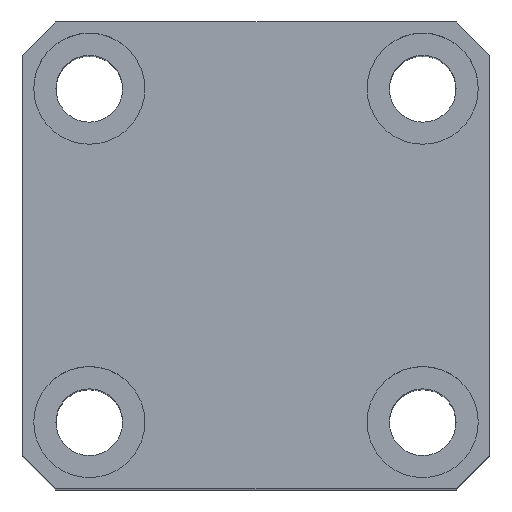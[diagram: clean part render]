
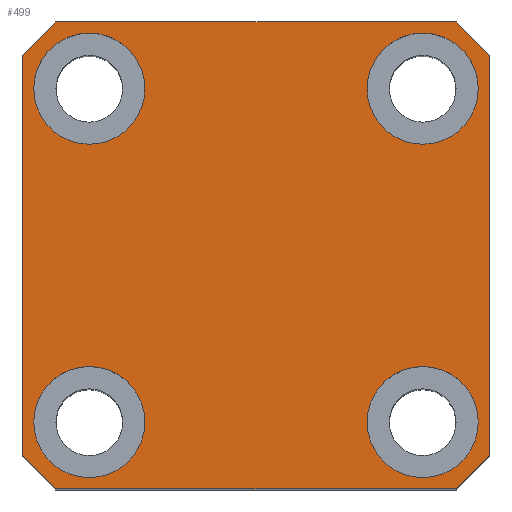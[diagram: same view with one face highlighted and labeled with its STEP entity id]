
A CAD part, top view. The second image highlights one B-rep face of the part: STEP entity #499.
In plain terms, the highlighted planar face has unit normal (0, 0, 1).
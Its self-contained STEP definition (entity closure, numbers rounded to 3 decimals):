
#463=PLANE('',#1306);
#499=ADVANCED_FACE('',(#662,#663,#664,#665,#666),#463,.F.);
#598=LINE('',#1749,#630);
#599=LINE('',#1752,#631);
#600=LINE('',#1754,#632);
#601=LINE('',#1756,#633);
#602=LINE('',#1758,#634);
#603=LINE('',#1760,#635);
#604=LINE('',#1762,#636);
#605=LINE('',#1764,#637);
#630=VECTOR('',#1466,1.);
#631=VECTOR('',#1467,1.);
#632=VECTOR('',#1468,1.);
#633=VECTOR('',#1469,1.);
#634=VECTOR('',#1470,1.);
#635=VECTOR('',#1471,1.);
#636=VECTOR('',#1472,1.);
#637=VECTOR('',#1473,1.);
#662=FACE_BOUND('',#771,.T.);
#663=FACE_BOUND('',#772,.T.);
#664=FACE_BOUND('',#773,.T.);
#665=FACE_BOUND('',#774,.T.);
#666=FACE_BOUND('',#775,.T.);
#771=EDGE_LOOP('',(#910));
#772=EDGE_LOOP('',(#911));
#773=EDGE_LOOP('',(#912));
#774=EDGE_LOOP('',(#913));
#775=EDGE_LOOP('',(#914,#915,#916,#917,#918,#919,#920,#921));
#910=ORIENTED_EDGE('',*,*,#1165,.T.);
#911=ORIENTED_EDGE('',*,*,#1166,.F.);
#912=ORIENTED_EDGE('',*,*,#1167,.F.);
#913=ORIENTED_EDGE('',*,*,#1168,.T.);
#914=ORIENTED_EDGE('',*,*,#1169,.F.);
#915=ORIENTED_EDGE('',*,*,#1170,.T.);
#916=ORIENTED_EDGE('',*,*,#1171,.F.);
#917=ORIENTED_EDGE('',*,*,#1172,.T.);
#918=ORIENTED_EDGE('',*,*,#1173,.F.);
#919=ORIENTED_EDGE('',*,*,#1174,.T.);
#920=ORIENTED_EDGE('',*,*,#1175,.F.);
#921=ORIENTED_EDGE('',*,*,#1176,.T.);
#1084=VERTEX_POINT('',#1742);
#1085=VERTEX_POINT('',#1744);
#1086=VERTEX_POINT('',#1746);
#1087=VERTEX_POINT('',#1748);
#1088=VERTEX_POINT('',#1750);
#1089=VERTEX_POINT('',#1751);
#1090=VERTEX_POINT('',#1753);
#1091=VERTEX_POINT('',#1755);
#1092=VERTEX_POINT('',#1757);
#1093=VERTEX_POINT('',#1759);
#1094=VERTEX_POINT('',#1761);
#1095=VERTEX_POINT('',#1763);
#1165=EDGE_CURVE('',#1084,#1084,#1240,.T.);
#1166=EDGE_CURVE('',#1085,#1085,#1241,.T.);
#1167=EDGE_CURVE('',#1086,#1086,#1242,.T.);
#1168=EDGE_CURVE('',#1087,#1087,#1243,.T.);
#1169=EDGE_CURVE('',#1088,#1089,#598,.T.);
#1170=EDGE_CURVE('',#1088,#1090,#599,.T.);
#1171=EDGE_CURVE('',#1091,#1090,#600,.T.);
#1172=EDGE_CURVE('',#1091,#1092,#601,.T.);
#1173=EDGE_CURVE('',#1093,#1092,#602,.T.);
#1174=EDGE_CURVE('',#1093,#1094,#603,.T.);
#1175=EDGE_CURVE('',#1095,#1094,#604,.T.);
#1176=EDGE_CURVE('',#1095,#1089,#605,.T.);
#1240=CIRCLE('',#1302,5.);
#1241=CIRCLE('',#1303,5.);
#1242=CIRCLE('',#1304,5.);
#1243=CIRCLE('',#1305,5.);
#1302=AXIS2_PLACEMENT_3D('',#1741,#1458,#1459);
#1303=AXIS2_PLACEMENT_3D('',#1743,#1460,#1461);
#1304=AXIS2_PLACEMENT_3D('',#1745,#1462,#1463);
#1305=AXIS2_PLACEMENT_3D('',#1747,#1464,#1465);
#1306=AXIS2_PLACEMENT_3D('',#1765,#1474,#1475);
#1458=DIRECTION('',(0.,0.,-1.));
#1459=DIRECTION('',(1.,0.,0.));
#1460=DIRECTION('',(0.,0.,1.));
#1461=DIRECTION('',(-1.,0.,0.));
#1462=DIRECTION('',(0.,0.,1.));
#1463=DIRECTION('',(1.,0.,0.));
#1464=DIRECTION('',(0.,0.,-1.));
#1465=DIRECTION('',(-1.,0.,0.));
#1466=DIRECTION('',(0.,-1.,0.));
#1467=DIRECTION('',(-0.707,0.707,0.));
#1468=DIRECTION('',(1.,0.,0.));
#1469=DIRECTION('',(-0.707,-0.707,0.));
#1470=DIRECTION('',(0.,1.,0.));
#1471=DIRECTION('',(0.707,-0.707,0.));
#1472=DIRECTION('',(-1.,0.,0.));
#1473=DIRECTION('',(0.707,0.707,0.));
#1474=DIRECTION('',(0.,0.,-1.));
#1475=DIRECTION('',(-1.,0.,0.));
#1741=CARTESIAN_POINT('',(15.,15.,65.));
#1742=CARTESIAN_POINT('',(20.,15.,65.));
#1743=CARTESIAN_POINT('',(-15.,15.,65.));
#1744=CARTESIAN_POINT('',(-20.,15.,65.));
#1745=CARTESIAN_POINT('',(15.,-15.,65.));
#1746=CARTESIAN_POINT('',(20.,-15.,65.));
#1747=CARTESIAN_POINT('',(-15.,-15.,65.));
#1748=CARTESIAN_POINT('',(-20.,-15.,65.));
#1749=CARTESIAN_POINT('',(21.,21.,65.));
#1750=CARTESIAN_POINT('',(21.,18.,65.));
#1751=CARTESIAN_POINT('',(21.,-18.,65.));
#1752=CARTESIAN_POINT('',(18.,21.,65.));
#1753=CARTESIAN_POINT('',(18.,21.,65.));
#1754=CARTESIAN_POINT('',(-21.,21.,65.));
#1755=CARTESIAN_POINT('',(-18.,21.,65.));
#1756=CARTESIAN_POINT('',(-21.,18.,65.));
#1757=CARTESIAN_POINT('',(-21.,18.,65.));
#1758=CARTESIAN_POINT('',(-21.,-21.,65.));
#1759=CARTESIAN_POINT('',(-21.,-18.,65.));
#1760=CARTESIAN_POINT('',(-18.,-21.,65.));
#1761=CARTESIAN_POINT('',(-18.,-21.,65.));
#1762=CARTESIAN_POINT('',(21.,-21.,65.));
#1763=CARTESIAN_POINT('',(18.,-21.,65.));
#1764=CARTESIAN_POINT('',(21.,-18.,65.));
#1765=CARTESIAN_POINT('',(-21.,21.,65.));
